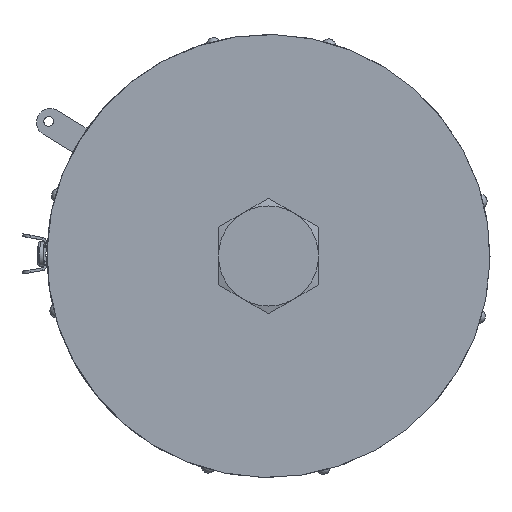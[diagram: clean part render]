
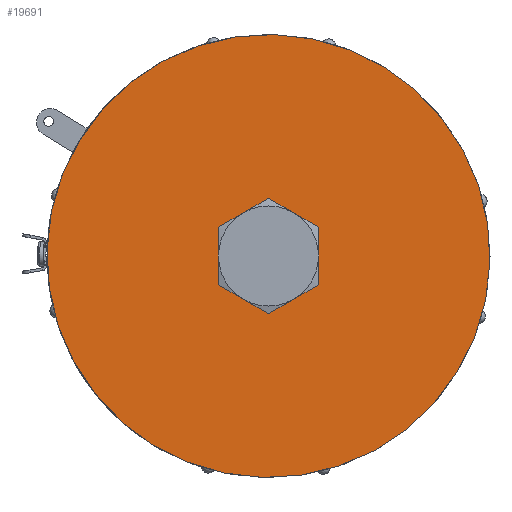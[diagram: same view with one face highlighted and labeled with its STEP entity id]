
A CAD part, left-side view. The second image highlights one B-rep face of the part: STEP entity #19691.
In plain terms, the highlighted planar face has unit normal (-1, 0, 0).
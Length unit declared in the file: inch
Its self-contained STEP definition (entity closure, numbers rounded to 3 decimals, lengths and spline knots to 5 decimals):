
#10731=CARTESIAN_POINT('',(-4.014,0.,0.));
#10732=DIRECTION('',(1.,0.,0.));
#10733=DIRECTION('',(0.,0.026,-1.));
#10734=AXIS2_PLACEMENT_3D('',#10731,#10732,#10733);
#10762=CARTESIAN_POINT('',(-4.014,0.,0.));
#10763=DIRECTION('',(-1.,0.,0.));
#10764=DIRECTION('',(0.,0.026,-1.));
#10765=AXIS2_PLACEMENT_3D('',#10762,#10763,#10764);
#10767=CARTESIAN_POINT('',(-4.014,0.,0.));
#10768=DIRECTION('',(-1.,0.,0.));
#10769=DIRECTION('',(0.,-0.5,0.866));
#10770=AXIS2_PLACEMENT_3D('',#10767,#10768,#10769);
#10772=CARTESIAN_POINT('',(-4.014,0.,0.));
#10773=DIRECTION('',(-1.,0.,0.));
#10774=DIRECTION('',(0.,0.5,0.866));
#10775=AXIS2_PLACEMENT_3D('',#10772,#10773,#10774);
#10777=CARTESIAN_POINT('',(-4.014,0.,0.));
#10778=DIRECTION('',(-1.,0.,0.));
#10779=DIRECTION('',(0.,1.,0.));
#10780=AXIS2_PLACEMENT_3D('',#10777,#10778,#10779);
#10782=CARTESIAN_POINT('',(-4.014,0.,0.));
#10783=DIRECTION('',(-1.,0.,0.));
#10784=DIRECTION('',(0.,0.5,-0.866));
#10785=AXIS2_PLACEMENT_3D('',#10782,#10783,#10784);
#10787=CARTESIAN_POINT('',(-4.014,0.,0.));
#10788=DIRECTION('',(-1.,0.,0.));
#10789=DIRECTION('',(0.,-0.5,-0.866));
#10790=AXIS2_PLACEMENT_3D('',#10787,#10788,#10789);
#10792=CARTESIAN_POINT('',(-4.014,0.,0.));
#10793=DIRECTION('',(-1.,0.,0.));
#10794=DIRECTION('',(0.,-1.,0.));
#10795=AXIS2_PLACEMENT_3D('',#10792,#10793,#10794);
#13209=CARTESIAN_POINT('',(-4.014,0.04345,-1.65943));
#13211=VERTEX_POINT('',#13209);
#13213=CARTESIAN_POINT('',(-4.014,-0.04345,1.65943));
#13215=VERTEX_POINT('',#13213);
#13279=CARTESIAN_POINT('',(-4.014,-0.1875,0.32476));
#13280=CARTESIAN_POINT('',(-4.014,0.1875,0.32476));
#13281=VERTEX_POINT('',#13279);
#13282=VERTEX_POINT('',#13280);
#13283=CARTESIAN_POINT('',(-4.014,0.375,0.));
#13284=VERTEX_POINT('',#13283);
#13285=CARTESIAN_POINT('',(-4.014,0.1875,-0.32476));
#13286=VERTEX_POINT('',#13285);
#13287=CARTESIAN_POINT('',(-4.014,-0.1875,-0.32476));
#13288=VERTEX_POINT('',#13287);
#13289=CARTESIAN_POINT('',(-4.014,-0.375,0.));
#13290=VERTEX_POINT('',#13289);
#19668=CARTESIAN_POINT('',(-4.014,0.,0.));
#19669=DIRECTION('',(-1.,0.,0.));
#19670=DIRECTION('',(0.,-0.026,1.));
#19671=AXIS2_PLACEMENT_3D('',#19668,#19669,#19670);
#19672=PLANE('',#19671);
#19673=ORIENTED_EDGE('',*,*,#19661,.F.);
#19674=ORIENTED_EDGE('',*,*,#19623,.T.);
#19675=EDGE_LOOP('',(#19673,#19674));
#19676=FACE_OUTER_BOUND('',#19675,.F.);
#19678=ORIENTED_EDGE('',*,*,#19677,.T.);
#19680=ORIENTED_EDGE('',*,*,#19679,.T.);
#19682=ORIENTED_EDGE('',*,*,#19681,.T.);
#19684=ORIENTED_EDGE('',*,*,#19683,.T.);
#19686=ORIENTED_EDGE('',*,*,#19685,.T.);
#19688=ORIENTED_EDGE('',*,*,#19687,.T.);
#19689=EDGE_LOOP('',(#19678,#19680,#19682,#19684,#19686,#19688));
#19690=FACE_BOUND('',#19689,.F.);
#19691=ADVANCED_FACE('',(#19676,#19690),#19672,.T.);
#10735=CIRCLE('',#10734,1.66);
#10766=CIRCLE('',#10765,1.66);
#10771=CIRCLE('',#10770,0.375);
#10776=CIRCLE('',#10775,0.375);
#10781=CIRCLE('',#10780,0.375);
#10786=CIRCLE('',#10785,0.375);
#10791=CIRCLE('',#10790,0.375);
#10796=CIRCLE('',#10795,0.375);
#19623=EDGE_CURVE('',#13211,#13215,#10735,.T.);
#19661=EDGE_CURVE('',#13211,#13215,#10766,.T.);
#19677=EDGE_CURVE('',#13281,#13282,#10771,.T.);
#19679=EDGE_CURVE('',#13282,#13284,#10776,.T.);
#19681=EDGE_CURVE('',#13284,#13286,#10781,.T.);
#19683=EDGE_CURVE('',#13286,#13288,#10786,.T.);
#19685=EDGE_CURVE('',#13288,#13290,#10791,.T.);
#19687=EDGE_CURVE('',#13290,#13281,#10796,.T.);
